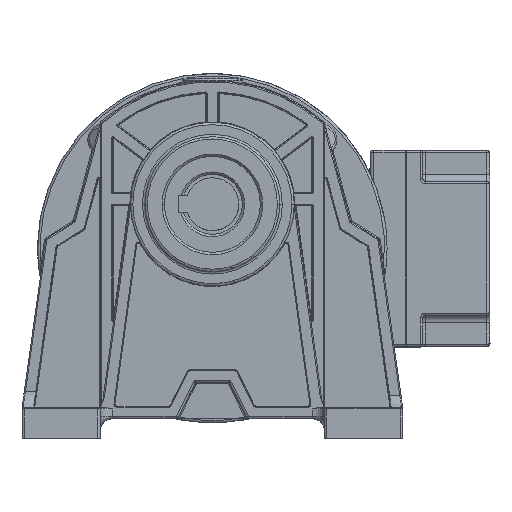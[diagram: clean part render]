
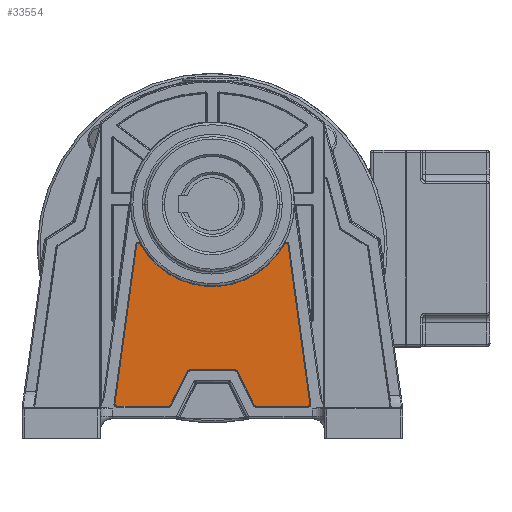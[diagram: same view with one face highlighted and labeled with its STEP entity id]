
A CAD part, top view. The second image highlights one B-rep face of the part: STEP entity #33554.
In plain terms, the highlighted planar face has unit normal (0, 0, 1).
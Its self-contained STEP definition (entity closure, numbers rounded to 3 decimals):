
#9407=DIRECTION('',(0.136,0.991,0.));
#9408=VECTOR('',#9407,66.961);
#9409=CARTESIAN_POINT('',(-40.619,-83.312,7.236));
#9410=LINE('',#9409,#9408);
#9411=CARTESIAN_POINT('',(-31.538,-16.97,7.236));
#9412=CARTESIAN_POINT('',(-31.522,-16.853,7.236));
#9413=CARTESIAN_POINT('',(-31.447,-16.648,
7.236));
#9414=CARTESIAN_POINT('',(-31.205,-16.394,
7.236));
#9415=CARTESIAN_POINT('',(-30.891,-16.27,
7.236));
#9416=CARTESIAN_POINT('',(-30.56,-16.274,
7.236));
#9417=CARTESIAN_POINT('',(-30.235,-16.432,
7.236));
#9418=CARTESIAN_POINT('',(-30.1,-16.592,
7.236));
#9419=CARTESIAN_POINT('',(-30.046,-16.689,
7.236));
#9421=CARTESIAN_POINT('',(0.,0.,7.236));
#9422=DIRECTION('',(0.,0.,1.));
#9423=DIRECTION('',(-0.874,-0.486,0.));
#9424=AXIS2_PLACEMENT_3D('',#9421,#9422,#9423);
#9426=DIRECTION('',(0.136,-0.991,0.));
#9427=VECTOR('',#9426,66.96);
#9428=CARTESIAN_POINT('',(31.538,-16.97,7.236));
#9429=LINE('',#9428,#9427);
#9430=CARTESIAN_POINT('',(39.827,-83.42,7.236));
#9431=DIRECTION('',(0.,0.,-1.));
#9432=DIRECTION('',(0.991,0.136,0.));
#9433=AXIS2_PLACEMENT_3D('',#9430,#9431,#9432);
#9435=CARTESIAN_POINT('',(18.206,-83.42,7.236));
#9436=DIRECTION('',(0.,0.,-1.));
#9437=DIRECTION('',(0.,-1.,0.));
#9438=AXIS2_PLACEMENT_3D('',#9435,#9436,#9437);
#9440=DIRECTION('',(-0.447,0.894,0.));
#9441=VECTOR('',#9440,15.618);
#9442=CARTESIAN_POINT('',(17.49,-83.778,7.236));
#9443=LINE('',#9442,#9441);
#9444=CARTESIAN_POINT('',(9.432,-70.345,7.236));
#9445=DIRECTION('',(0.,0.,1.));
#9446=DIRECTION('',(0.894,0.447,0.));
#9447=AXIS2_PLACEMENT_3D('',#9444,#9445,#9446);
#9449=CARTESIAN_POINT('',(-9.432,-70.345,7.236));
#9450=DIRECTION('',(0.,0.,1.));
#9451=DIRECTION('',(0.,1.,0.));
#9452=AXIS2_PLACEMENT_3D('',#9449,#9450,#9451);
#9454=DIRECTION('',(-0.447,-0.894,0.));
#9455=VECTOR('',#9454,15.618);
#9456=CARTESIAN_POINT('',(-10.505,-69.808,7.236));
#9457=LINE('',#9456,#9455);
#9458=CARTESIAN_POINT('',(-18.206,-83.42,7.236));
#9459=DIRECTION('',(0.,0.,-1.));
#9460=DIRECTION('',(0.894,-0.447,0.));
#9461=AXIS2_PLACEMENT_3D('',#9458,#9459,#9460);
#9463=CARTESIAN_POINT('',(-39.827,-83.42,7.236));
#9464=DIRECTION('',(0.,0.,-1.));
#9465=DIRECTION('',(0.,-1.,0.));
#9466=AXIS2_PLACEMENT_3D('',#9463,#9464,#9465);
#9487=DIRECTION('',(1.,0.,0.));
#9488=VECTOR('',#9487,21.621);
#9489=CARTESIAN_POINT('',(-39.827,-84.22,7.236));
#9490=LINE('',#9489,#9488);
#9529=DIRECTION('',(1.,0.,0.));
#9530=VECTOR('',#9529,18.864);
#9531=CARTESIAN_POINT('',(-9.432,-69.145,7.236));
#9532=LINE('',#9531,#9530);
#9571=DIRECTION('',(1.,0.,0.));
#9572=VECTOR('',#9571,21.621);
#9573=CARTESIAN_POINT('',(18.206,-84.22,7.236));
#9574=LINE('',#9573,#9572);
#9598=CARTESIAN_POINT('',(31.538,-16.97,7.236));
#9599=CARTESIAN_POINT('',(31.523,-16.858,7.236));
#9600=CARTESIAN_POINT('',(31.452,-16.658,7.236));
#9601=CARTESIAN_POINT('',(31.217,-16.401,7.236));
#9602=CARTESIAN_POINT('',(30.891,-16.266,7.236));
#9603=CARTESIAN_POINT('',(30.54,-16.28,7.236));
#9604=CARTESIAN_POINT('',(30.24,-16.43,7.236));
#9605=CARTESIAN_POINT('',(30.101,-16.591,7.236));
#9606=CARTESIAN_POINT('',(30.046,-16.69,7.236));
#16670=VERTEX_POINT('',#9411);
#16671=VERTEX_POINT('',#9419);
#16672=CARTESIAN_POINT('',(-40.619,-83.312,7.236));
#16673=VERTEX_POINT('',#16672);
#16674=CARTESIAN_POINT('',(30.046,-16.69,7.236));
#16675=VERTEX_POINT('',#16674);
#16676=VERTEX_POINT('',#9598);
#16677=CARTESIAN_POINT('',(40.619,-83.312,7.236));
#16678=VERTEX_POINT('',#16677);
#16679=CARTESIAN_POINT('',(39.827,-84.22,7.236));
#16680=VERTEX_POINT('',#16679);
#16681=CARTESIAN_POINT('',(18.206,-84.22,7.236));
#16682=VERTEX_POINT('',#16681);
#16683=CARTESIAN_POINT('',(17.49,-83.778,7.236));
#16684=VERTEX_POINT('',#16683);
#16685=CARTESIAN_POINT('',(10.505,-69.808,7.236));
#16686=VERTEX_POINT('',#16685);
#16687=CARTESIAN_POINT('',(9.432,-69.145,7.236));
#16688=VERTEX_POINT('',#16687);
#16689=CARTESIAN_POINT('',(-9.432,-69.145,7.236));
#16690=VERTEX_POINT('',#16689);
#16691=CARTESIAN_POINT('',(-10.505,-69.808,7.236));
#16692=VERTEX_POINT('',#16691);
#16693=CARTESIAN_POINT('',(-17.49,-83.778,7.236));
#16694=VERTEX_POINT('',#16693);
#16695=CARTESIAN_POINT('',(-18.206,-84.22,7.236));
#16696=VERTEX_POINT('',#16695);
#16697=CARTESIAN_POINT('',(-39.827,-84.22,7.236));
#16698=VERTEX_POINT('',#16697);
#33516=CARTESIAN_POINT('',(0.,0.,7.236));
#33517=DIRECTION('',(0.,0.,1.));
#33518=DIRECTION('',(1.,0.,0.));
#33519=AXIS2_PLACEMENT_3D('',#33516,#33517,#33518);
#33520=PLANE('',#33519);
#33522=ORIENTED_EDGE('',*,*,#33521,.T.);
#33523=ORIENTED_EDGE('',*,*,#33506,.T.);
#33525=ORIENTED_EDGE('',*,*,#33524,.T.);
#33527=ORIENTED_EDGE('',*,*,#33526,.F.);
#33529=ORIENTED_EDGE('',*,*,#33528,.T.);
#33531=ORIENTED_EDGE('',*,*,#33530,.T.);
#33533=ORIENTED_EDGE('',*,*,#33532,.F.);
#33535=ORIENTED_EDGE('',*,*,#33534,.T.);
#33537=ORIENTED_EDGE('',*,*,#33536,.T.);
#33539=ORIENTED_EDGE('',*,*,#33538,.T.);
#33541=ORIENTED_EDGE('',*,*,#33540,.F.);
#33543=ORIENTED_EDGE('',*,*,#33542,.T.);
#33545=ORIENTED_EDGE('',*,*,#33544,.T.);
#33547=ORIENTED_EDGE('',*,*,#33546,.T.);
#33549=ORIENTED_EDGE('',*,*,#33548,.F.);
#33551=ORIENTED_EDGE('',*,*,#33550,.T.);
#33552=EDGE_LOOP('',(#33522,#33523,#33525,#33527,#33529,#33531,#33533,#33535,
#33537,#33539,#33541,#33543,#33545,#33547,#33549,#33551));
#33553=FACE_OUTER_BOUND('',#33552,.F.);
#33554=ADVANCED_FACE('',(#33553),#33520,.T.);
#9420=B_SPLINE_CURVE_WITH_KNOTS('',3,(#9411,#9412,#9413,#9414,#9415,#9416,#9417,
#9418,#9419),.UNSPECIFIED.,.F.,.F.,(4,1,1,1,1,1,4),(0.,0.167,
0.333,0.5,0.667,0.833,1.),
.UNSPECIFIED.);
#9425=CIRCLE('',#9424,34.37);
#9434=CIRCLE('',#9433,0.8);
#9439=CIRCLE('',#9438,0.8);
#9448=CIRCLE('',#9447,1.2);
#9453=CIRCLE('',#9452,1.2);
#9462=CIRCLE('',#9461,0.8);
#9467=CIRCLE('',#9466,0.8);
#9607=B_SPLINE_CURVE_WITH_KNOTS('',3,(#9598,#9599,#9600,#9601,#9602,#9603,#9604,
#9605,#9606),.UNSPECIFIED.,.F.,.F.,(4,1,1,1,1,1,4),(0.,0.167,
0.333,0.5,0.667,0.833,1.),
.UNSPECIFIED.);
#33506=EDGE_CURVE('',#16670,#16671,#9420,.T.);
#33521=EDGE_CURVE('',#16673,#16670,#9410,.T.);
#33524=EDGE_CURVE('',#16671,#16675,#9425,.T.);
#33526=EDGE_CURVE('',#16676,#16675,#9607,.T.);
#33528=EDGE_CURVE('',#16676,#16678,#9429,.T.);
#33530=EDGE_CURVE('',#16678,#16680,#9434,.T.);
#33532=EDGE_CURVE('',#16682,#16680,#9574,.T.);
#33534=EDGE_CURVE('',#16682,#16684,#9439,.T.);
#33536=EDGE_CURVE('',#16684,#16686,#9443,.T.);
#33538=EDGE_CURVE('',#16686,#16688,#9448,.T.);
#33540=EDGE_CURVE('',#16690,#16688,#9532,.T.);
#33542=EDGE_CURVE('',#16690,#16692,#9453,.T.);
#33544=EDGE_CURVE('',#16692,#16694,#9457,.T.);
#33546=EDGE_CURVE('',#16694,#16696,#9462,.T.);
#33548=EDGE_CURVE('',#16698,#16696,#9490,.T.);
#33550=EDGE_CURVE('',#16698,#16673,#9467,.T.);
